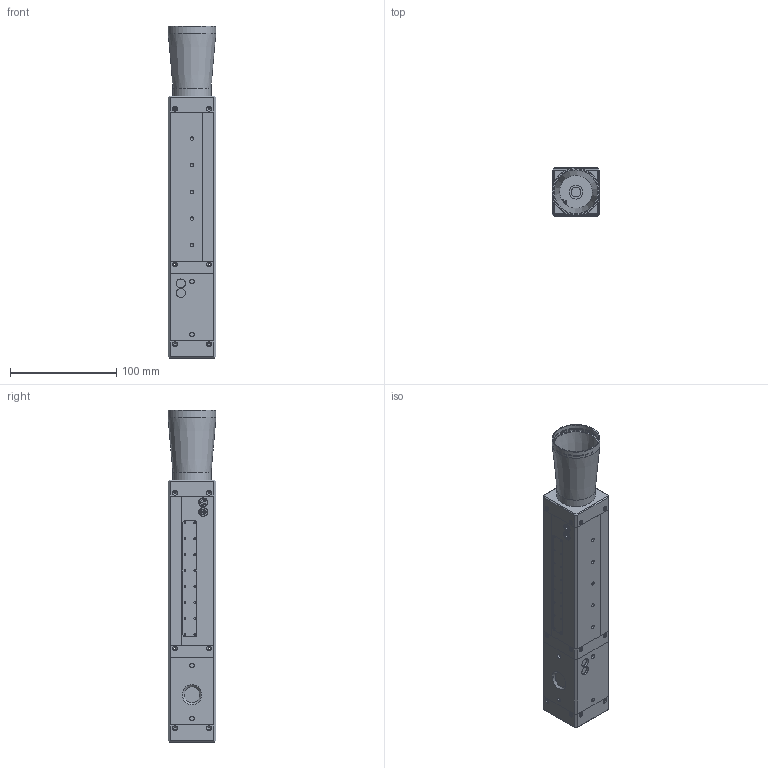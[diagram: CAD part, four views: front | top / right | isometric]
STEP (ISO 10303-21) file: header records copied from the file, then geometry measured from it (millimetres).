
FILE_DESCRIPTION(/* description */ (''),/* implementation_level */ '2;1');
FILE_NAME(/* name */ 'BDS18.step',/* time_stamp */ '2019-02-01T11:05:22+02:00',/* author */ (''),/* organization */ (''),/* preprocessor_version */ 'ST-DEVELOPER v17.2',/* originating_system */ 'Autodesk Translation Framework v7.6.0.251',/* authorisation */ '');
FILE_SCHEMA (('AUTOMOTIVE_DESIGN { 1 0 10303 214 3 1 1 }'));
Length unit declared in the file: millimetre
Products named in the file (10): MEX18; BDS-001-01; BDS-004-01; BDS-002-01; 09-9747-00-03 Connector; BDS-023-01; 2LPA v3; BDS-003-00 (1); BDS-027-00; BDS-033-00
Assembly tree (10 placements, depth 3):
  MEX18
    BDS-001-01
    BDS-004-01
    BDS-002-01
    09-9747-00-03 Connector  x2
    BDS-023-01
    2LPA v3
      BDS-003-00 (1)
      BDS-027-00
      BDS-033-00
Bounding box: 45 x 45 x 311.8 mm (x, y, z)
Volume: 256534.3 mm3; surface area: 137816.5 mm2
Topology: 9 solids, 9 shells, 492 faces, 1404 edges, 960 vertices
Faces by surface type: plane 237, cylinder 174, cone 67, torus 8, sphere 6
Full cylindrical faces by diameter (mm): 0.78 x6, 0.9 x6, 1.1 x6, 1.567 x30, 2.2 x24, 3.242 x5, 4 x6, 5.359 x2, 6.35 x2, 7.8 x2, 8.5 x4, 9 x2, 12.7 x1, 12.8 x1, 13 x1, 14 x1, 16 x1, 31 x1, 33 x1, 34 x1, 36 x2, 41 x1, 43 x2, 44 x1, 45 x1
Entity records: 15905 total; most frequent: CARTESIAN_POINT 2785, DIRECTION 2769, ORIENTED_EDGE 2588, EDGE_CURVE 1294, AXIS2_PLACEMENT_3D 1026, VERTEX_POINT 896, LINE 717, VECTOR 717
